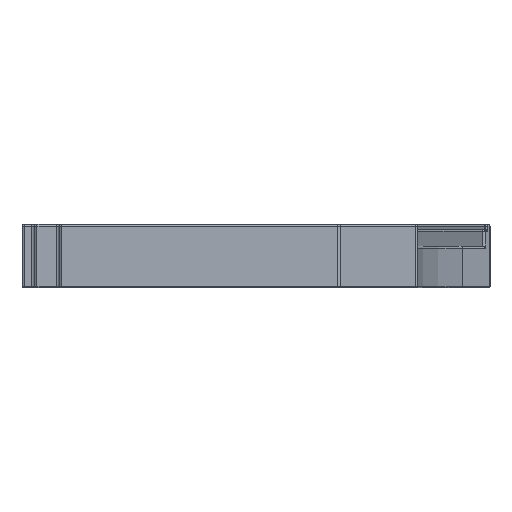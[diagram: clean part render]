
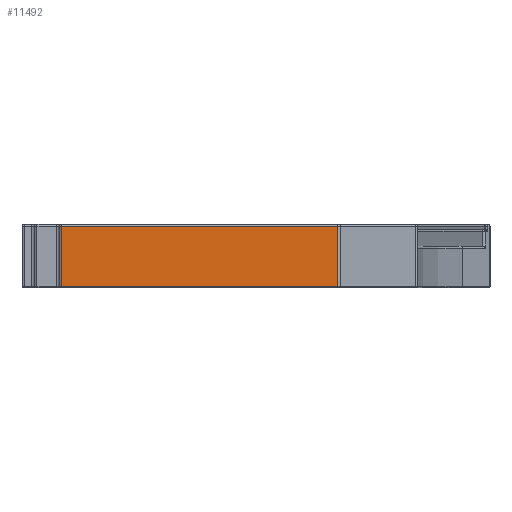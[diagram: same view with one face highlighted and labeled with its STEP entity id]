
A CAD part, left-side view. The second image highlights one B-rep face of the part: STEP entity #11492.
In plain terms, the highlighted planar face has unit normal (-1, 0, 0).
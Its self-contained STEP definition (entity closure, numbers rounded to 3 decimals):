
#2186 = VERTEX_POINT ( 'NONE', #40347 ) ;
#4752 = DIRECTION ( 'NONE',  ( 0., 0., -1. ) ) ;
#6812 = ORIENTED_EDGE ( 'NONE', *, *, #7109, .T. ) ;
#7109 = EDGE_CURVE ( 'NONE', #18141, #7152, #26043, .T. ) ;
#7152 = VERTEX_POINT ( 'NONE', #15858 ) ;
#7588 = DIRECTION ( 'NONE',  ( 0., 0., 1. ) ) ;
#8918 = DIRECTION ( 'NONE',  ( -1., 0., 0. ) ) ;
#9300 = VECTOR ( 'NONE', #4752, 1000. ) ;
#9973 = CARTESIAN_POINT ( 'NONE',  ( -12.25, -44.75, -3.45 ) ) ;
#10333 = EDGE_CURVE ( 'NONE', #20582, #2186, #10744, .T. ) ;
#10744 = LINE ( 'NONE', #20063, #19672 ) ;
#10797 = CARTESIAN_POINT ( 'NONE',  ( -12.25, -44.75, 8.65 ) ) ;
#10963 = DIRECTION ( 'NONE',  ( 0., 1., 0. ) ) ;
#11492 = ADVANCED_FACE ( 'NONE', ( #18898 ), #22569, .T. ) ;
#11840 = EDGE_LOOP ( 'NONE', ( #25549, #6812, #32440, #27487 ) ) ;
#13037 = EDGE_CURVE ( 'NONE', #7152, #20582, #37736, .T. ) ;
#15858 = CARTESIAN_POINT ( 'NONE',  ( -12.25, -44.75, -3.45 ) ) ;
#15983 = VECTOR ( 'NONE', #39275, 1000. ) ;
#17264 = EDGE_CURVE ( 'NONE', #2186, #18141, #30572, .T. ) ;
#18141 = VERTEX_POINT ( 'NONE', #41467 ) ;
#18898 = FACE_OUTER_BOUND ( 'NONE', #11840, .T. ) ;
#19169 = VECTOR ( 'NONE', #7588, 1000. ) ;
#19672 = VECTOR ( 'NONE', #10963, 1000. ) ;
#20063 = CARTESIAN_POINT ( 'NONE',  ( -12.25, 10.75, 8.65 ) ) ;
#20582 = VERTEX_POINT ( 'NONE', #10797 ) ;
#22569 = PLANE ( 'NONE',  #32208 ) ;
#25549 = ORIENTED_EDGE ( 'NONE', *, *, #17264, .T. ) ;
#26043 = LINE ( 'NONE', #9973, #15983 ) ;
#27487 = ORIENTED_EDGE ( 'NONE', *, *, #10333, .T. ) ;
#30572 = LINE ( 'NONE', #37931, #9300 ) ;
#32208 = AXIS2_PLACEMENT_3D ( 'NONE', #35819, #8918, #34953 ) ;
#32440 = ORIENTED_EDGE ( 'NONE', *, *, #13037, .T. ) ;
#34953 = DIRECTION ( 'NONE',  ( 0., -1., 0. ) ) ;
#35819 = CARTESIAN_POINT ( 'NONE',  ( -12.25, 11.25, -3.7 ) ) ;
#37096 = CARTESIAN_POINT ( 'NONE',  ( -12.25, -44.75, -3.7 ) ) ;
#37736 = LINE ( 'NONE', #37096, #19169 ) ;
#37931 = CARTESIAN_POINT ( 'NONE',  ( -12.25, 10.75, -3.7 ) ) ;
#39275 = DIRECTION ( 'NONE',  ( 0., -1., 0. ) ) ;
#40347 = CARTESIAN_POINT ( 'NONE',  ( -12.25, 10.75, 8.65 ) ) ;
#41467 = CARTESIAN_POINT ( 'NONE',  ( -12.25, 10.75, -3.45 ) ) ;
